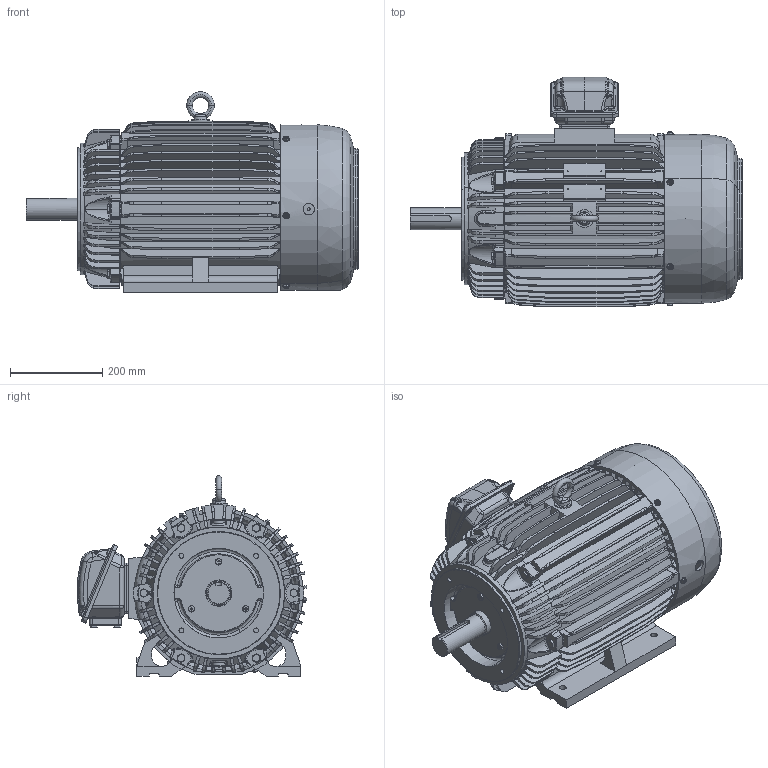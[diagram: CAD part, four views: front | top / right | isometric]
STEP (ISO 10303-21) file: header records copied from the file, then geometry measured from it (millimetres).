
FILE_DESCRIPTION(('CATIA V5 STEP Exchange'),'2;1');
FILE_NAME('286T-HV-CF_AllCATPart.stp','2012-08-29T11:09:41+00:00',('none'),('none'),'CATIA Version 5 Release 19 SP 9 (IN-10)','CATIA V5 STEP AP203','none');
FILE_SCHEMA(('CONFIG_CONTROL_DESIGN'));
Products named in the file (1): 286T-HV-CF_AllCATPart
Bounding box: 718.7 x 497.32 x 434 mm (x, y, z)
Volume: 16182746.8 mm3; surface area: 3312090.4 mm2
Topology: 45 solids, 45 shells, 3928 faces, 10560 edges, 6769 vertices
Faces by surface type: plane 1289, cylinder 956, torus 740, cone 562, bspline 334, sphere 43, extrusion 4
Entity records: 144995 total; most frequent: CARTESIAN_POINT 61347, ORIENTED_EDGE 21000, DIRECTION 10997, EDGE_CURVE 10500, VERTEX_POINT 6769, AXIS2_PLACEMENT_3D 5684, EDGE_LOOP 4239, ADVANCED_FACE 3928
